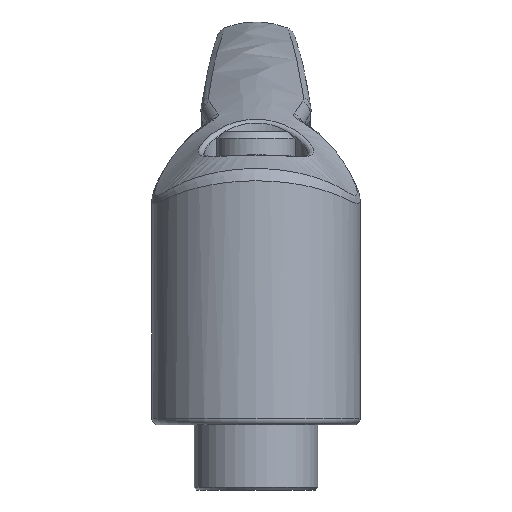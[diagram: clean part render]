
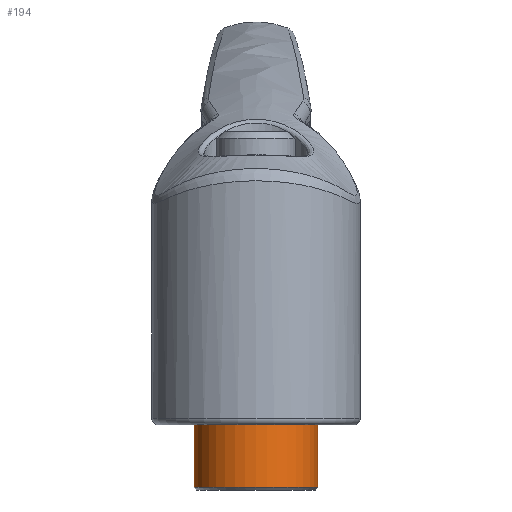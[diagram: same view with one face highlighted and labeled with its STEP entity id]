
A CAD part, front view. The second image highlights one B-rep face of the part: STEP entity #194.
In plain terms, the highlighted cylindrical face has radius 4.75 mm (diameter 9.5 mm), a full revolution.
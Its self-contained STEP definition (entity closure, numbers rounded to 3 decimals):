
#194 = ADVANCED_FACE( '', ( #415, #416 ), #417, .T. );
#415 = FACE_OUTER_BOUND( '', #4069, .T. );
#416 = FACE_OUTER_BOUND( '', #4070, .T. );
#417 = CYLINDRICAL_SURFACE( '', #4071, 4.75 );
#4069 = EDGE_LOOP( '', ( #5113 ) );
#4070 = EDGE_LOOP( '', ( #5114 ) );
#4071 = AXIS2_PLACEMENT_3D( '', #5115, #5116, #5117 );
#5113 = ORIENTED_EDGE( '', *, *, #5472, .T. );
#5114 = ORIENTED_EDGE( '', *, *, #5473, .T. );
#5115 = CARTESIAN_POINT( '', ( 0., 0., -5. ) );
#5116 = DIRECTION( '', ( 0., 0., -1. ) );
#5117 = DIRECTION( '', ( 1., 0., 0. ) );
#5472 = EDGE_CURVE( '', #5799, #5799, #5800, .F. );
#5473 = EDGE_CURVE( '', #5801, #5801, #5802, .F. );
#5799 = VERTEX_POINT( '', #8361 );
#5800 = CIRCLE( '', #8362, 4.75 );
#5801 = VERTEX_POINT( '', #8363 );
#5802 = CIRCLE( '', #8364, 4.75 );
#8361 = CARTESIAN_POINT( '', ( -4.75, 0., -4.8 ) );
#8362 = AXIS2_PLACEMENT_3D( '', #8674, #8675, #8676 );
#8363 = CARTESIAN_POINT( '', ( 4.75, 0., 0. ) );
#8364 = AXIS2_PLACEMENT_3D( '', #8677, #8678, #8679 );
#8674 = CARTESIAN_POINT( '', ( 0., 0., -4.8 ) );
#8675 = DIRECTION( '', ( 0., 0., -1. ) );
#8676 = DIRECTION( '', ( -1., 0., 0. ) );
#8677 = CARTESIAN_POINT( '', ( 0., 0., 0. ) );
#8678 = DIRECTION( '', ( 0., 0., 1. ) );
#8679 = DIRECTION( '', ( 1., 0., 0. ) );
